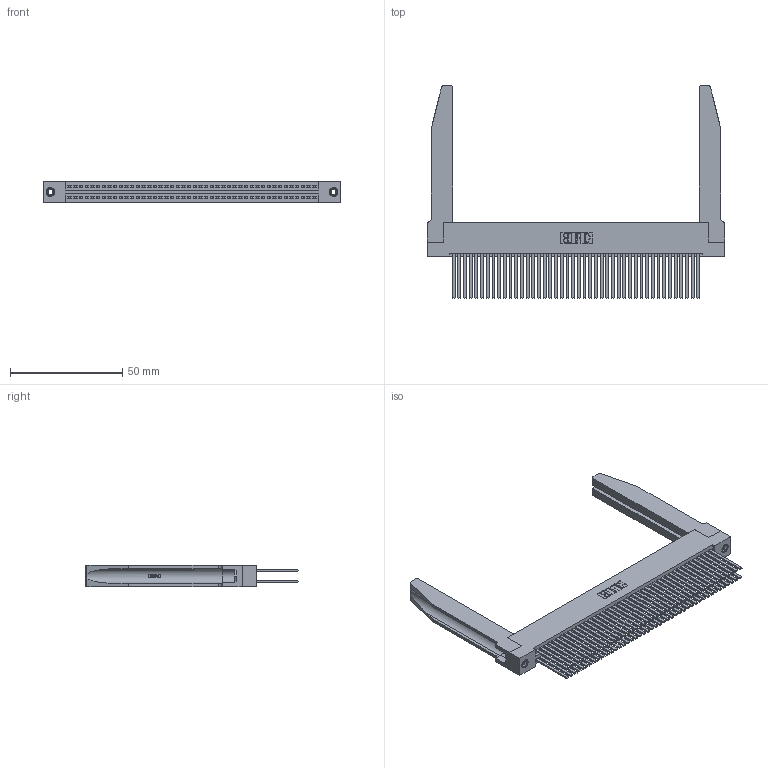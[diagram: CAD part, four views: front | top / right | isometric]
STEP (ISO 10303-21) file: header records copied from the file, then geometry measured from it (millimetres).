
FILE_DESCRIPTION (( 'STEP AP203' ), '1' );
FILE_NAME ('395-088-544-278.STEP', '2019-10-25T14:29:53', ( '' ), ( '' ), 'SwSTEP 2.0', 'SolidWorks 2016', '' );
FILE_SCHEMA (( 'CONFIG_CONTROL_DESIGN' ));
Length unit declared in the file: inch
Products named in the file (5): 345 Part_Flush Mounting Lugs - 0.156 Dia-TH; 345-292-001_345-293-144; 345-250-001_345-250-001-102; 345-220-078_345-220-078; 395-088-544-278
Assembly tree (93 placements, depth 2):
  395-088-544-278
    345 Part_Flush Mounting Lugs - 0.156 Dia-TH
    345-292-001_345-293-144  x88
    345-250-001_345-250-001-102  x2
    345-220-078_345-220-078  x2
Bounding box: 132.99 x 94.92 x 9.4 mm (x, y, z)
Volume: 21941.8 mm3; surface area: 31440.4 mm2
Topology: 93 solids, 93 shells, 4232 faces, 12477 edges, 8190 vertices
Faces by surface type: plane 2774, cylinder 1406, bspline 36, cone 12, torus 4
Entity records: 38810 total; most frequent: CARTESIAN_POINT 7419, ORIENTED_EDGE 6250, DIRECTION 5531, EDGE_CURVE 3125, VECTOR 2727, LINE 2727, VERTEX_POINT 2076, AXIS2_PLACEMENT_3D 1402
